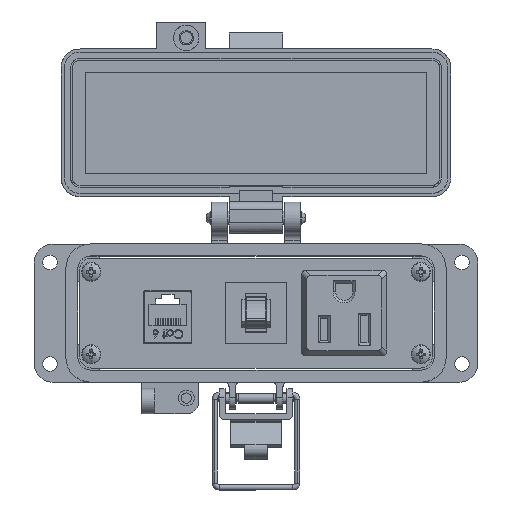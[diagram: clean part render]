
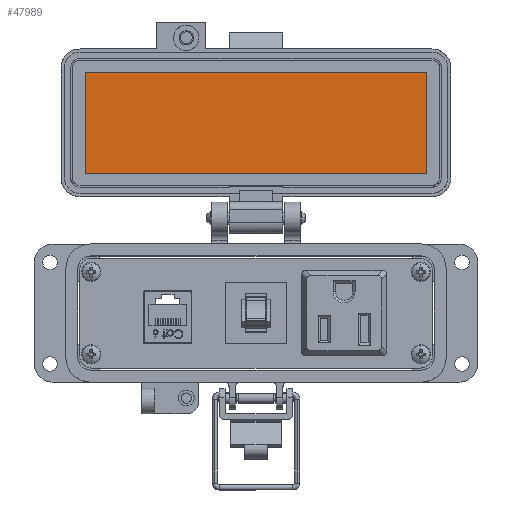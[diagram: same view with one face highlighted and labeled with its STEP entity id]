
A CAD part, top view. The second image highlights one B-rep face of the part: STEP entity #47989.
In plain terms, the highlighted planar face has unit normal (0, 0, 1).
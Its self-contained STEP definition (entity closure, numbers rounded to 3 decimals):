
#2355 = CARTESIAN_POINT ( 'NONE',  ( -53.75, 67.154, -25.55 ) ) ;
#4468 = EDGE_CURVE ( 'NONE', #30810, #14700, #43071, .T. ) ;
#4730 = CARTESIAN_POINT ( 'NONE',  ( -53.75, 83.154, -25.55 ) ) ;
#5887 = DIRECTION ( 'NONE',  ( 0., 1., 0. ) ) ;
#6379 = VECTOR ( 'NONE', #52491, 1000. ) ;
#9046 = VECTOR ( 'NONE', #43115, 1000. ) ;
#9377 = ORIENTED_EDGE ( 'NONE', *, *, #12707, .F. ) ;
#9909 = LINE ( 'NONE', #22839, #9046 ) ;
#10867 = VERTEX_POINT ( 'NONE', #20446 ) ;
#12561 = CARTESIAN_POINT ( 'NONE',  ( -53.75, 51.154, -25.55 ) ) ;
#12707 = EDGE_CURVE ( 'NONE', #14700, #18456, #47191, .T. ) ;
#14700 = VERTEX_POINT ( 'NONE', #12561 ) ;
#17916 = CARTESIAN_POINT ( 'NONE',  ( 53.75, 51.154, -25.55 ) ) ;
#18117 = VECTOR ( 'NONE', #5887, 1000. ) ;
#18456 = VERTEX_POINT ( 'NONE', #4730 ) ;
#18731 = CARTESIAN_POINT ( 'NONE',  ( 53.75, 67.154, -25.55 ) ) ;
#18994 = LINE ( 'NONE', #18731, #6379 ) ;
#19793 = DIRECTION ( 'NONE',  ( 0., -1., 0. ) ) ;
#20446 = CARTESIAN_POINT ( 'NONE',  ( 53.75, 83.154, -25.55 ) ) ;
#22839 = CARTESIAN_POINT ( 'NONE',  ( -8.5, 83.154, -25.55 ) ) ;
#24927 = EDGE_CURVE ( 'NONE', #18456, #10867, #9909, .T. ) ;
#27563 = EDGE_CURVE ( 'NONE', #10867, #30810, #18994, .T. ) ;
#30810 = VERTEX_POINT ( 'NONE', #17916 ) ;
#35653 = ORIENTED_EDGE ( 'NONE', *, *, #24927, .F. ) ;
#35971 = PLANE ( 'NONE',  #51228 ) ;
#43071 = LINE ( 'NONE', #52719, #47902 ) ;
#43115 = DIRECTION ( 'NONE',  ( 1., 0., 0. ) ) ;
#43833 = CARTESIAN_POINT ( 'NONE',  ( -8.5, 67.154, -25.55 ) ) ;
#45668 = ORIENTED_EDGE ( 'NONE', *, *, #4468, .F. ) ;
#47191 = LINE ( 'NONE', #2355, #18117 ) ;
#47552 = ORIENTED_EDGE ( 'NONE', *, *, #27563, .F. ) ;
#47890 = FACE_OUTER_BOUND ( 'NONE', #50171, .T. ) ;
#47902 = VECTOR ( 'NONE', #48944, 1000. ) ;
#47989 = ADVANCED_FACE ( 'NONE', ( #47890 ), #35971, .T. ) ;
#48165 = DIRECTION ( 'NONE',  ( 0., 0., 1. ) ) ;
#48944 = DIRECTION ( 'NONE',  ( -1., 0., 0. ) ) ;
#50171 = EDGE_LOOP ( 'NONE', ( #35653, #9377, #45668, #47552 ) ) ;
#51228 = AXIS2_PLACEMENT_3D ( 'NONE', #43833, #48165, #19793 ) ;
#52491 = DIRECTION ( 'NONE',  ( 0., -1., 0. ) ) ;
#52719 = CARTESIAN_POINT ( 'NONE',  ( 42., 51.154, -25.55 ) ) ;
